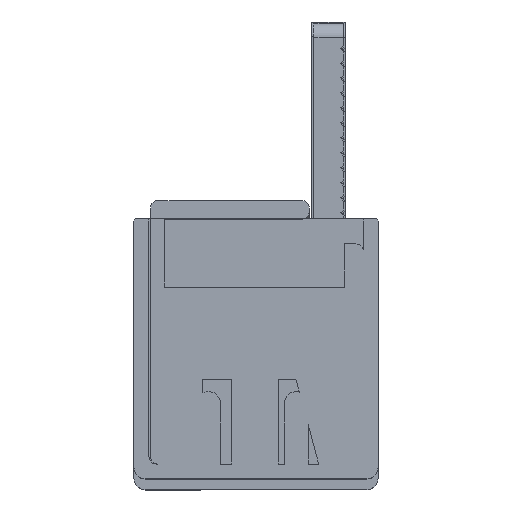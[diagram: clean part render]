
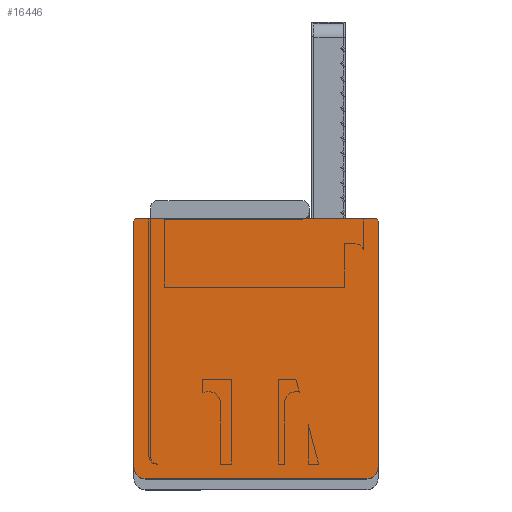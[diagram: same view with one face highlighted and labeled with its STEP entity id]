
A CAD part, top view. The second image highlights one B-rep face of the part: STEP entity #16446.
In plain terms, the highlighted planar face has unit normal (0, 0, 1).
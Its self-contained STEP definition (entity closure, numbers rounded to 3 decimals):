
#2133 = ORIENTED_EDGE ( 'NONE', *, *, #7726, .F. ) ;
#2136 = ORIENTED_EDGE ( 'NONE', *, *, #7707, .F. ) ;
#2156 = ORIENTED_EDGE ( 'NONE', *, *, #7702, .T. ) ;
#2169 = ORIENTED_EDGE ( 'NONE', *, *, #7537, .F. ) ;
#2171 = ORIENTED_EDGE ( 'NONE', *, *, #7685, .F. ) ;
#2183 = ORIENTED_EDGE ( 'NONE', *, *, #7706, .T. ) ;
#2186 = ORIENTED_EDGE ( 'NONE', *, *, #7681, .F. ) ;
#7512 = EDGE_CURVE ( 'NONE', #25862, #25868, #40330, .T. ) ;
#7537 = EDGE_CURVE ( 'NONE', #25834, #25858, #40365, .T. ) ;
#7681 = EDGE_CURVE ( 'NONE', #25956, #25834, #14032, .T. ) ;
#7685 = EDGE_CURVE ( 'NONE', #25897, #25956, #40545, .T. ) ;
#7702 = EDGE_CURVE ( 'NONE', #25901, #25868, #14079, .T. ) ;
#7706 = EDGE_CURVE ( 'NONE', #25862, #25858, #14094, .T. ) ;
#7707 = EDGE_CURVE ( 'NONE', #25922, #25897, #14053, .T. ) ;
#7726 = EDGE_CURVE ( 'NONE', #25901, #25922, #40603, .T. ) ;
#13465 = DIRECTION ( 'NONE',  ( 0., 0., -1. ) ) ;
#13495 = DIRECTION ( 'NONE',  ( 1., 0., 0. ) ) ;
#13499 = CARTESIAN_POINT ( 'NONE',  ( -0.984, -0.25, 219. ) ) ;
#13559 = DIRECTION ( 'NONE',  ( 1., 0., 0. ) ) ;
#13577 = CARTESIAN_POINT ( 'NONE',  ( 13.916, -0.25, 219. ) ) ;
#13593 = DIRECTION ( 'NONE',  ( 0., 0., -1. ) ) ;
#14009 = CARTESIAN_POINT ( 'NONE',  ( 14.666, -11.046, 219. ) ) ;
#14020 = DIRECTION ( 'NONE',  ( 0., 0., -1. ) ) ;
#14026 = DIRECTION ( 'NONE',  ( 1., 0., 0. ) ) ;
#14031 = DIRECTION ( 'NONE',  ( 0., -1., 0. ) ) ;
#14032 = LINE ( 'NONE', #14009, #40556 ) ;
#14035 = CARTESIAN_POINT ( 'NONE',  ( 14.466, 16.3, 219. ) ) ;
#14053 = LINE ( 'NONE', #14055, #40577 ) ;
#14055 = CARTESIAN_POINT ( 'NONE',  ( 6.466, 16.5, 219. ) ) ;
#14057 = DIRECTION ( 'NONE',  ( 1., 0., 0. ) ) ;
#14067 = CARTESIAN_POINT ( 'NONE',  ( 6.466, -1., 219. ) ) ;
#14079 = LINE ( 'NONE', #14086, #40576 ) ;
#14086 = CARTESIAN_POINT ( 'NONE',  ( -1.734, -11.046, 219. ) ) ;
#14093 = DIRECTION ( 'NONE',  ( 1., 0., 0. ) ) ;
#14094 = LINE ( 'NONE', #14067, #40529 ) ;
#14096 = DIRECTION ( 'NONE',  ( 0., -1., 0. ) ) ;
#14150 = DIRECTION ( 'NONE',  ( 0., 0., -1. ) ) ;
#14157 = DIRECTION ( 'NONE',  ( 1., 0., 0. ) ) ;
#14184 = CARTESIAN_POINT ( 'NONE',  ( -1.534, 16.3, 219. ) ) ;
#16446 = ADVANCED_FACE ( 'NONE', ( #20205 ), #20169, .F. ) ;
#20166 = DIRECTION ( 'NONE',  ( 0., 0., -1. ) ) ;
#20169 = PLANE ( 'NONE',  #35743 ) ;
#20199 = CARTESIAN_POINT ( 'NONE',  ( 6.466, -11.046, 219. ) ) ;
#20205 = FACE_OUTER_BOUND ( 'NONE', #26491, .T. ) ;
#20207 = DIRECTION ( 'NONE',  ( -1., 0., 0. ) ) ;
#24150 = ORIENTED_EDGE ( 'NONE', *, *, #7512, .F. ) ;
#25834 = VERTEX_POINT ( 'NONE', #27843 ) ;
#25858 = VERTEX_POINT ( 'NONE', #27857 ) ;
#25862 = VERTEX_POINT ( 'NONE', #27921 ) ;
#25868 = VERTEX_POINT ( 'NONE', #27919 ) ;
#25897 = VERTEX_POINT ( 'NONE', #27978 ) ;
#25901 = VERTEX_POINT ( 'NONE', #27948 ) ;
#25922 = VERTEX_POINT ( 'NONE', #27951 ) ;
#25956 = VERTEX_POINT ( 'NONE', #28037 ) ;
#26491 = EDGE_LOOP ( 'NONE', ( #2156, #24150, #2183, #2169, #2186, #2171, #2136, #2133 ) ) ;
#27843 = CARTESIAN_POINT ( 'NONE',  ( 14.666, -0.25, 219. ) ) ;
#27857 = CARTESIAN_POINT ( 'NONE',  ( 13.916, -1., 219. ) ) ;
#27919 = CARTESIAN_POINT ( 'NONE',  ( -1.734, -0.25, 219. ) ) ;
#27921 = CARTESIAN_POINT ( 'NONE',  ( -0.984, -1., 219. ) ) ;
#27948 = CARTESIAN_POINT ( 'NONE',  ( -1.734, 16.3, 219. ) ) ;
#27951 = CARTESIAN_POINT ( 'NONE',  ( -1.534, 16.5, 219. ) ) ;
#27978 = CARTESIAN_POINT ( 'NONE',  ( 14.466, 16.5, 219. ) ) ;
#28037 = CARTESIAN_POINT ( 'NONE',  ( 14.666, 16.3, 219. ) ) ;
#35743 = AXIS2_PLACEMENT_3D ( 'NONE', #20199, #20166, #20207 ) ;
#40330 = CIRCLE ( 'NONE', #40331, 0.75 ) ;
#40331 = AXIS2_PLACEMENT_3D ( 'NONE', #13499, #13465, #13495 ) ;
#40364 = AXIS2_PLACEMENT_3D ( 'NONE', #13577, #13593, #13559 ) ;
#40365 = CIRCLE ( 'NONE', #40364, 0.75 ) ;
#40529 = VECTOR ( 'NONE', #14093, 1000. ) ;
#40545 = CIRCLE ( 'NONE', #40591, 0.2 ) ;
#40556 = VECTOR ( 'NONE', #14031, 1000. ) ;
#40576 = VECTOR ( 'NONE', #14096, 1000. ) ;
#40577 = VECTOR ( 'NONE', #14057, 1000. ) ;
#40591 = AXIS2_PLACEMENT_3D ( 'NONE', #14035, #14020, #14026 ) ;
#40593 = AXIS2_PLACEMENT_3D ( 'NONE', #14184, #14150, #14157 ) ;
#40603 = CIRCLE ( 'NONE', #40593, 0.2 ) ;
